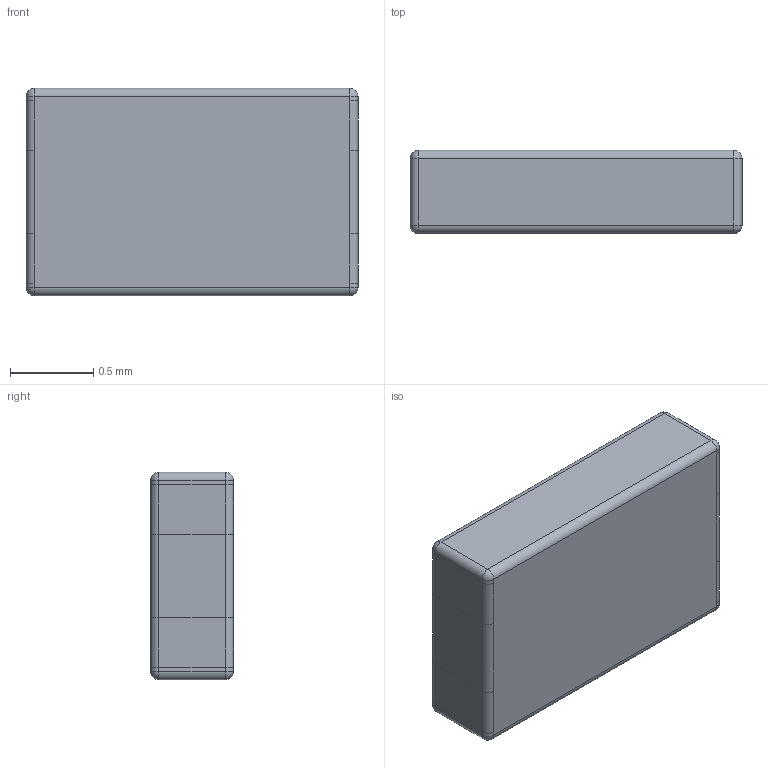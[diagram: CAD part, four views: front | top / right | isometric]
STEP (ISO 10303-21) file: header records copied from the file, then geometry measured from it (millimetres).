
FILE_DESCRIPTION (( 'STEP AP214' ), '1' );
FILE_NAME ('L_CM_SMD_EXC34 Series.STEP', '2014-10-20T08:28:23', ( 'Master' ), ( '' ), 'SwSTEP 2.0', 'SolidWorks 2013', '' );
FILE_SCHEMA (( 'AUTOMOTIVE_DESIGN' ));
Length unit declared in the file: millimetre
Products named in the file (1): L_CM_SMD_EXC34 Series
Bounding box: 2 x 0.5 x 1.25 mm (x, y, z)
Volume: 1.2 mm3; surface area: 7.9 mm2
Topology: 1 solids, 1 shells, 54 faces, 124 edges, 64 vertices
Faces by surface type: cylinder 28, plane 18, sphere 8
Entity records: 1872 total; most frequent: DIRECTION 266, CARTESIAN_POINT 235, ORIENTED_EDGE 232, EDGE_CURVE 116, AXIS2_PLACEMENT_3D 95, LINE 76, VECTOR 76, VERTEX_POINT 64
